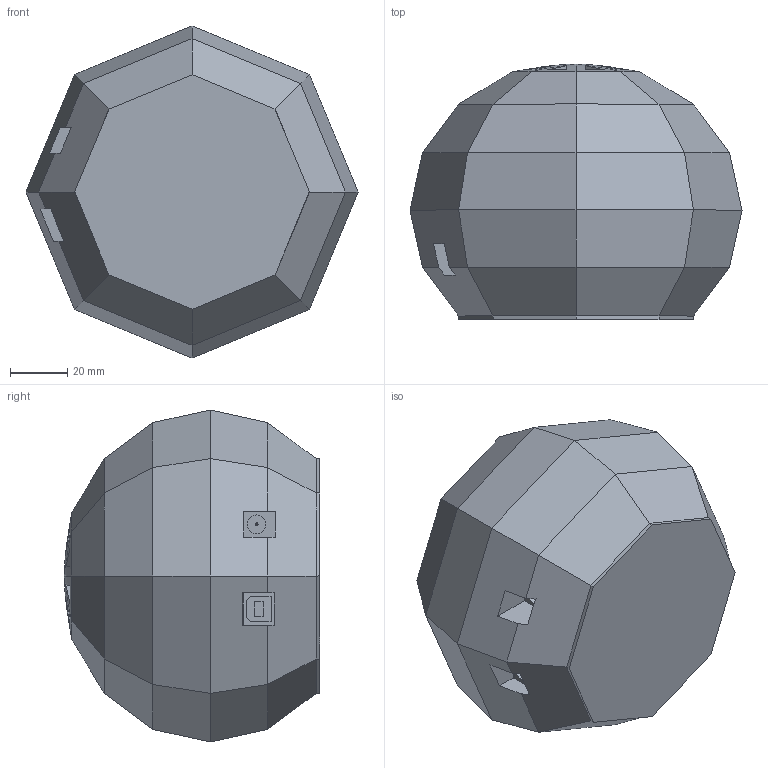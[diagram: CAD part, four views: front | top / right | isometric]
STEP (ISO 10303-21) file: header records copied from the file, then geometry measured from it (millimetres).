
FILE_DESCRIPTION(/* description */ (''),/* implementation_level */ '2;1');
FILE_NAME(/* name */ 'Arduino Case Dome.step',/* time_stamp */ '2017-04-18T22:14:42-07:00',/* author */ (''),/* organization */ (''),/* preprocessor_version */ 'ST-DEVELOPER v16.5',/* originating_system */ 'Autodesk Translation Framework v5.2.0.2920',/* authorisation */ '');
FILE_SCHEMA (('AUTOMOTIVE_DESIGN { 1 0 10303 214 3 1 1 }'));
Length unit declared in the file: inch
Products named in the file (11): Arduino Case Dome v16; Arduino UNO v1; PCB; Reset; 25v; 7S / 47 / 25V; A7UBNA; Component9; PINS; USB; 12V
Assembly tree (11 placements, depth 5):
  Arduino Case Dome v16
    Arduino UNO v1
      PCB
        Reset
        25v
          7S / 47 / 25V  x2
        A7UBNA
          Component9
      PINS
      USB
      12V
Bounding box: 115.52 x 88.93 x 115.52 mm (x, y, z)
Volume: 71409.3 mm3; surface area: 96421.7 mm2
Topology: 47 solids, 48 shells, 997 faces, 2373 edges, 1526 vertices
Faces by surface type: plane 826, bspline 85, cylinder 70, torus 8, sphere 8
Full cylindrical faces by diameter (mm): 1 x1, 2.271 x4, 2.9 x1, 3.175 x2, 3.5 x4, 6.4 x4, 6.5 x1, 9.85 x4, 92.256 x1, 98.606 x2
Entity records: 30365 total; most frequent: CARTESIAN_POINT 8171, ORIENTED_EDGE 4592, DIRECTION 4017, EDGE_CURVE 2290, LINE 1867, VECTOR 1867, VERTEX_POINT 1499, EDGE_LOOP 1115
